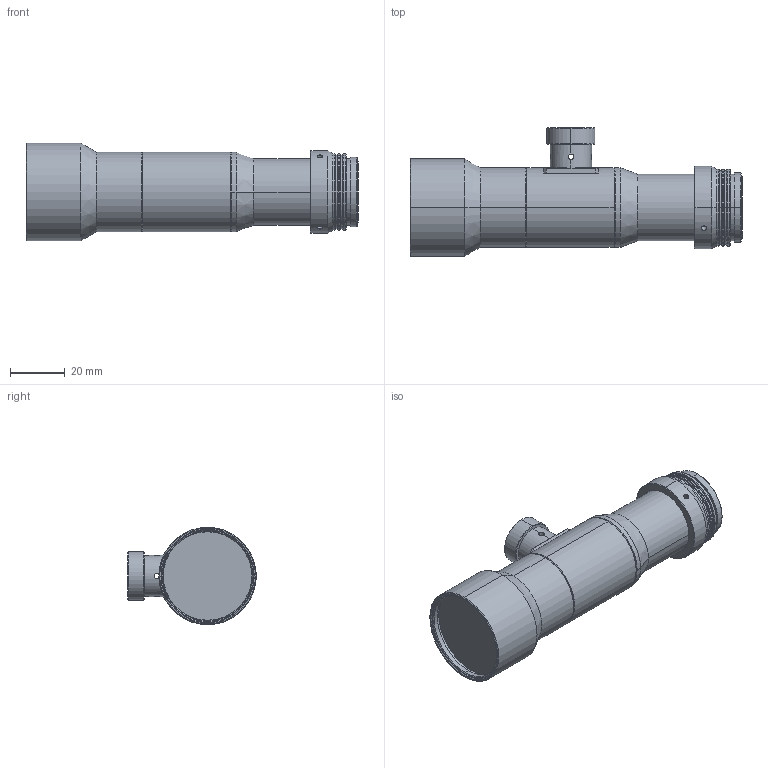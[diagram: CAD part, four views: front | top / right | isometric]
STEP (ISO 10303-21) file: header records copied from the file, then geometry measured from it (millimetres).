
FILE_DESCRIPTION (( 'STEP AP203' ), '1' );
FILE_NAME ('ST11C-05-110C.STEP', '2024-06-15T07:01:50', ( '' ), ( '' ), 'SwSTEP 2.0', 'SolidWorks 2018', '' );
FILE_SCHEMA (( 'CONFIG_CONTROL_DESIGN' ));
Length unit declared in the file: millimetre
Products named in the file (6): ST11C-05-110C; 嫖埭徹傾璃; 堈陑C諉諳; 蟀諉璃2; 噩芠1; 噩芠3
Assembly tree (5 placements, depth 2):
  ST11C-05-110C
    噩芠3
    噩芠1
    堈陑C諉諳
    蟀諉璃2
    嫖埭徹傾璃
Bounding box: 120.98 x 46.85 x 35.5 mm (x, y, z)
Volume: 75256.3 mm3; surface area: 24618.8 mm2
Topology: 5 solids, 5 shells, 259 faces, 575 edges, 354 vertices
Faces by surface type: cylinder 118, cone 74, plane 67
Entity records: 8369 total; most frequent: CARTESIAN_POINT 1800, DIRECTION 1333, ORIENTED_EDGE 1150, EDGE_CURVE 575, AXIS2_PLACEMENT_3D 539, VERTEX_POINT 354, EDGE_LOOP 325, CIRCLE 272
